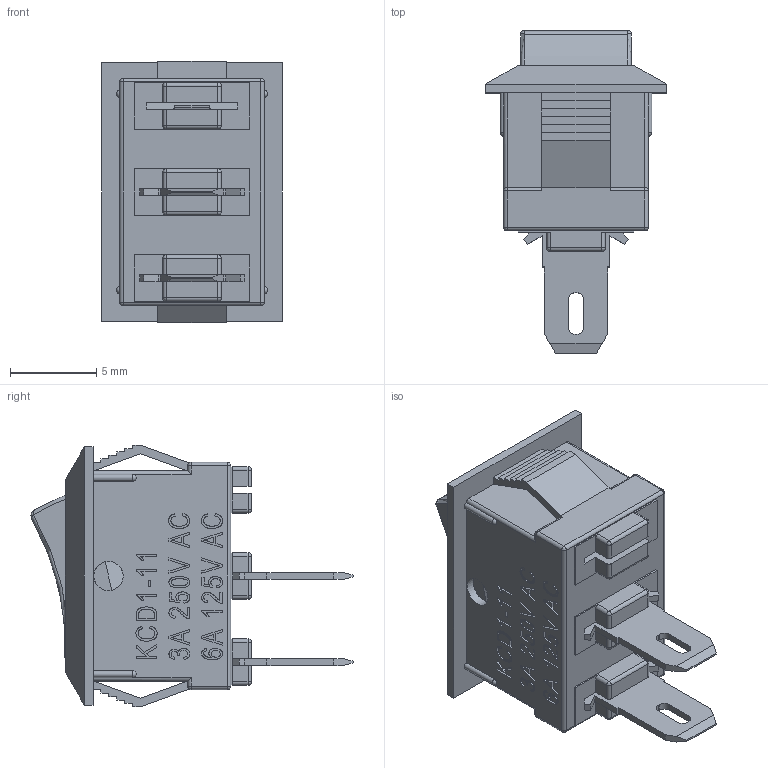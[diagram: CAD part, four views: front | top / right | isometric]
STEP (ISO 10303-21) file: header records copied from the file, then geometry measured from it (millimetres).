
FILE_DESCRIPTION(('STEP AP214'), '1');
FILE_NAME('KCD1-11_Off', '', ('UNSPECIFIED'), ('UNSPECIFIED'), 'ASCON STEP Converter 1.6', 'ASCON Math Kernel', '');
FILE_SCHEMA(('AUTOMOTIVE_DESIGN { 1 0 10303 214 3 1 1}'));
Length unit declared in the file: millimetre
Assembly tree (4 placements, depth 2):
  (unnamed)
    (unnamed)
    (unnamed)
    (unnamed)
    (unnamed)
Bounding box: 10.5 x 18.71 x 15.2 mm (x, y, z)
Volume: 733.1 mm3; surface area: 2116.6 mm2
Topology: 7 solids, 7 shells, 1235 faces, 3452 edges, 2245 vertices
Faces by surface type: cylinder 609, plane 570, sphere 32, torus 11, bspline 11, extrusion 2
Full cylindrical faces by diameter (mm): 1 x2, 1.7 x4, 1.78 x1, 2.38 x1, 2.4 x1, 3.7 x1
Entity records: 58139 total; most frequent: CARTESIAN_POINT 15508, DIRECTION 7021, ORIENTED_EDGE 6776, EDGE_CURVE 3388, AXIS2_PLACEMENT_3D 2465, VERTEX_POINT 2233, VECTOR 2091, LINE 2089
